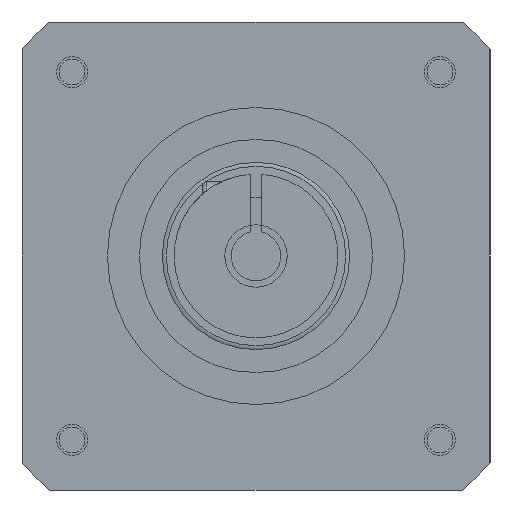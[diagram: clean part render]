
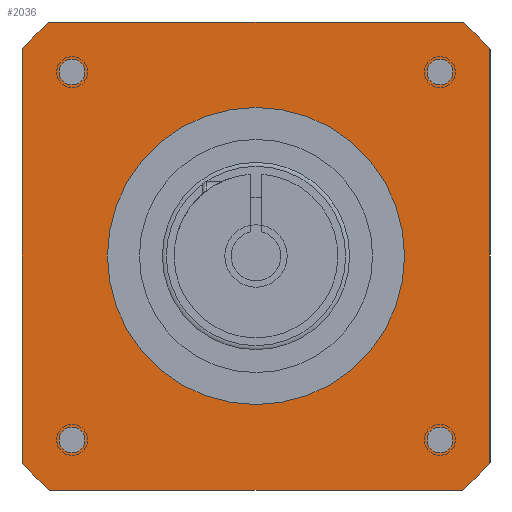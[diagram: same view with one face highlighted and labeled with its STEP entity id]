
A CAD part, left-side view. The second image highlights one B-rep face of the part: STEP entity #2036.
In plain terms, the highlighted planar face has unit normal (-1, 0, 0).
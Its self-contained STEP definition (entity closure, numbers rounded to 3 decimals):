
#1765=CARTESIAN_POINT('',(-115.0,-30.0,-26.458));
#1766=VERTEX_POINT('',#1765);
#1773=CARTESIAN_POINT('',(-115.0,-26.458,-30.0));
#1774=VERTEX_POINT('',#1773);
#1775=CARTESIAN_POINT('',(-115.0,0.0,0.));
#1776=DIRECTION('',(-1.0,0.0,0.0));
#1777=DIRECTION('',(0.0,-0.661,-0.75));
#1778=AXIS2_PLACEMENT_3D('',#1775,#1776,#1777);
#1779=CIRCLE('',#1778,40.0);
#1780=EDGE_CURVE('',#1774,#1766,#1779,.T.);
#1798=CARTESIAN_POINT('',(-115.0,26.458,-30.0));
#1799=VERTEX_POINT('',#1798);
#1800=CARTESIAN_POINT('',(-115.0,26.458,-30.0));
#1801=DIRECTION('',(0.0,-1.0,0.0));
#1802=VECTOR('',#1801,52.915);
#1803=LINE('',#1800,#1802);
#1804=EDGE_CURVE('',#1799,#1774,#1803,.T.);
#1822=CARTESIAN_POINT('',(-115.0,30.0,-26.458));
#1823=VERTEX_POINT('',#1822);
#1824=CARTESIAN_POINT('',(-115.0,0.0,0.));
#1825=DIRECTION('',(-1.0,0.0,0.0));
#1826=DIRECTION('',(0.0,0.75,-0.661));
#1827=AXIS2_PLACEMENT_3D('',#1824,#1825,#1826);
#1828=CIRCLE('',#1827,40.0);
#1829=EDGE_CURVE('',#1823,#1799,#1828,.T.);
#1847=CARTESIAN_POINT('',(-115.0,30.0,26.458));
#1848=VERTEX_POINT('',#1847);
#1849=CARTESIAN_POINT('',(-115.0,30.0,26.458));
#1850=DIRECTION('',(0.0,0.0,-1.0));
#1851=VECTOR('',#1850,52.915);
#1852=LINE('',#1849,#1851);
#1853=EDGE_CURVE('',#1848,#1823,#1852,.T.);
#1882=CARTESIAN_POINT('',(-115.0,26.458,30.0));
#1883=VERTEX_POINT('',#1882);
#1884=CARTESIAN_POINT('',(-115.0,0.0,0.));
#1885=DIRECTION('',(-1.0,0.0,0.0));
#1886=DIRECTION('',(0.0,0.661,0.75));
#1887=AXIS2_PLACEMENT_3D('',#1884,#1885,#1886);
#1888=CIRCLE('',#1887,40.0);
#1889=EDGE_CURVE('',#1883,#1848,#1888,.T.);
#1907=CARTESIAN_POINT('',(-115.0,-26.458,30.0));
#1908=VERTEX_POINT('',#1907);
#1909=CARTESIAN_POINT('',(-115.0,-26.458,30.0));
#1910=DIRECTION('',(0.0,1.0,0.0));
#1911=VECTOR('',#1910,52.915);
#1912=LINE('',#1909,#1911);
#1913=EDGE_CURVE('',#1908,#1883,#1912,.T.);
#1931=CARTESIAN_POINT('',(-115.0,-30.0,26.458));
#1932=VERTEX_POINT('',#1931);
#1933=CARTESIAN_POINT('',(-115.0,0.0,0.));
#1934=DIRECTION('',(-1.0,0.0,0.0));
#1935=DIRECTION('',(0.0,-0.75,0.661));
#1936=AXIS2_PLACEMENT_3D('',#1933,#1934,#1935);
#1937=CIRCLE('',#1936,40.0);
#1938=EDGE_CURVE('',#1932,#1908,#1937,.T.);
#1956=CARTESIAN_POINT('',(-115.0,-30.0,-26.458));
#1957=DIRECTION('',(0.0,0.0,1.0));
#1958=VECTOR('',#1957,52.915);
#1959=LINE('',#1956,#1958);
#1960=EDGE_CURVE('',#1766,#1932,#1959,.T.);
#1966=CARTESIAN_POINT('',(-115.0,0.0,0.0));
#1967=DIRECTION('',(-1.0,0.0,0.0));
#1968=DIRECTION('',(0.0,0.0,1.0));
#1969=AXIS2_PLACEMENT_3D('',#1966,#1967,#1968);
#1970=PLANE('',#1969);
#1971=ORIENTED_EDGE('',*,*,#1780,.T.);
#1972=ORIENTED_EDGE('',*,*,#1960,.T.);
#1973=ORIENTED_EDGE('',*,*,#1938,.T.);
#1974=ORIENTED_EDGE('',*,*,#1913,.T.);
#1975=ORIENTED_EDGE('',*,*,#1889,.T.);
#1976=ORIENTED_EDGE('',*,*,#1853,.T.);
#1977=ORIENTED_EDGE('',*,*,#1829,.T.);
#1978=ORIENTED_EDGE('',*,*,#1804,.T.);
#1979=EDGE_LOOP('',(#1971,#1972,#1973,#1974,#1975,#1976,#1977,#1978));
#1980=FACE_OUTER_BOUND('',#1979,.T.);
#1981=CARTESIAN_POINT('',(-115.0,0.0,19.05));
#1982=VERTEX_POINT('',#1981);
#1983=CARTESIAN_POINT('',(-115.0,0.0,0.0));
#1984=DIRECTION('',(1.0,0.0,0.0));
#1985=DIRECTION('',(0.0,0.0,-1.0));
#1986=AXIS2_PLACEMENT_3D('',#1983,#1984,#1985);
#1987=CIRCLE('',#1986,19.05);
#1988=EDGE_CURVE('',#1982,#1982,#1987,.T.);
#1989=ORIENTED_EDGE('',*,*,#1988,.T.);
#1990=EDGE_LOOP('',(#1989));
#1991=FACE_BOUND('',#1990,.T.);
#1992=CARTESIAN_POINT('',(-115.0,-21.932,-23.582));
#1993=VERTEX_POINT('',#1992);
#1994=CARTESIAN_POINT('',(-115.0,-23.582,-23.582));
#1995=DIRECTION('',(-1.0,0.0,0.0));
#1996=DIRECTION('',(0.0,1.0,0.0));
#1997=AXIS2_PLACEMENT_3D('',#1994,#1995,#1996);
#1998=CIRCLE('',#1997,1.65);
#1999=EDGE_CURVE('',#1993,#1993,#1998,.T.);
#2000=ORIENTED_EDGE('',*,*,#1999,.F.);
#2001=EDGE_LOOP('',(#2000));
#2002=FACE_BOUND('',#2001,.T.);
#2003=CARTESIAN_POINT('',(-115.0,25.232,-23.582));
#2004=VERTEX_POINT('',#2003);
#2005=CARTESIAN_POINT('',(-115.0,23.582,-23.582));
#2006=DIRECTION('',(-1.0,0.0,0.0));
#2007=DIRECTION('',(0.0,1.0,0.0));
#2008=AXIS2_PLACEMENT_3D('',#2005,#2006,#2007);
#2009=CIRCLE('',#2008,1.65);
#2010=EDGE_CURVE('',#2004,#2004,#2009,.T.);
#2011=ORIENTED_EDGE('',*,*,#2010,.F.);
#2012=EDGE_LOOP('',(#2011));
#2013=FACE_BOUND('',#2012,.T.);
#2014=CARTESIAN_POINT('',(-115.0,25.232,23.582));
#2015=VERTEX_POINT('',#2014);
#2016=CARTESIAN_POINT('',(-115.0,23.582,23.582));
#2017=DIRECTION('',(-1.0,0.0,0.0));
#2018=DIRECTION('',(0.0,1.0,0.0));
#2019=AXIS2_PLACEMENT_3D('',#2016,#2017,#2018);
#2020=CIRCLE('',#2019,1.65);
#2021=EDGE_CURVE('',#2015,#2015,#2020,.T.);
#2022=ORIENTED_EDGE('',*,*,#2021,.F.);
#2023=EDGE_LOOP('',(#2022));
#2024=FACE_BOUND('',#2023,.T.);
#2025=CARTESIAN_POINT('',(-115.0,-21.932,23.582));
#2026=VERTEX_POINT('',#2025);
#2027=CARTESIAN_POINT('',(-115.0,-23.582,23.582));
#2028=DIRECTION('',(-1.0,0.0,0.0));
#2029=DIRECTION('',(0.0,1.0,0.0));
#2030=AXIS2_PLACEMENT_3D('',#2027,#2028,#2029);
#2031=CIRCLE('',#2030,1.65);
#2032=EDGE_CURVE('',#2026,#2026,#2031,.T.);
#2033=ORIENTED_EDGE('',*,*,#2032,.F.);
#2034=EDGE_LOOP('',(#2033));
#2035=FACE_BOUND('',#2034,.T.);
#2036=ADVANCED_FACE('',(#1980,#1991,#2002,#2013,#2024,#2035),#1970,.T.);
